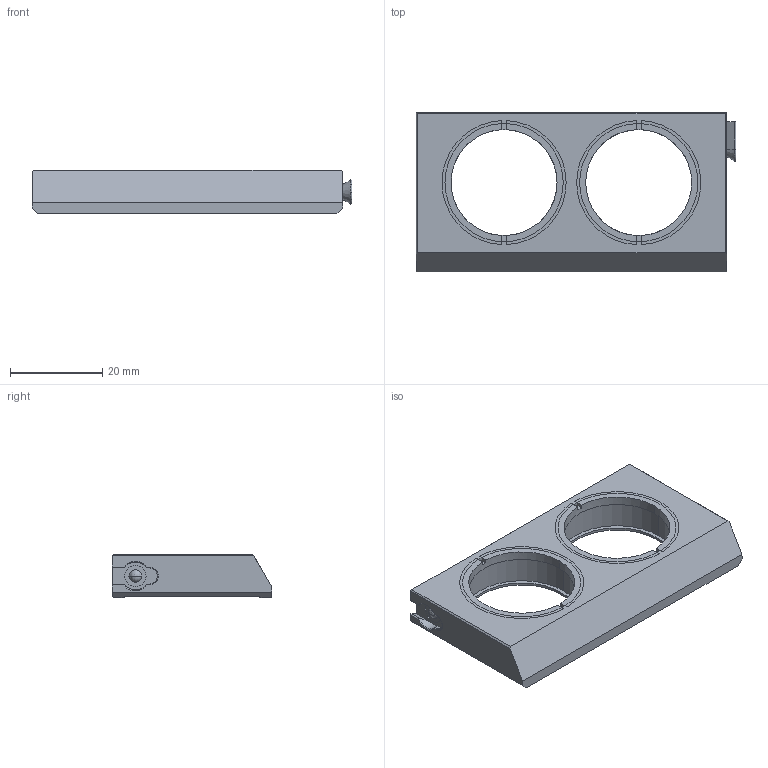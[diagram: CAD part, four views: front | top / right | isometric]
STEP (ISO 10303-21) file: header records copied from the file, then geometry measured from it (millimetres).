
FILE_DESCRIPTION (( 'STEP AP214' ), '1' );
FILE_NAME ('04DFM-1(M).STEP', '2018-12-10T05:53:00', ( '' ), ( '' ), 'SwSTEP 2.0', 'SolidWorks 2016', '' );
FILE_SCHEMA (( 'AUTOMOTIVE_DESIGN' ));
Length unit declared in the file: millimetre
Products named in the file (1): 04DFM-1(M)
Bounding box: 69.31 x 34.54 x 9.4 mm (x, y, z)
Surface area: 7015.5 mm2 (no closed solid volume)
Topology: 0 solids, 5 shells, 94 faces, 256 edges, 165 vertices
Faces by surface type: plane 51, cylinder 27, cone 8, torus 6, sphere 2
Entity records: 3983 total; most frequent: CARTESIAN_POINT 575, DIRECTION 508, ORIENTED_EDGE 462, EDGE_CURVE 244, AXIS2_PLACEMENT_3D 184, VERTEX_POINT 163, VECTOR 140, LINE 140
